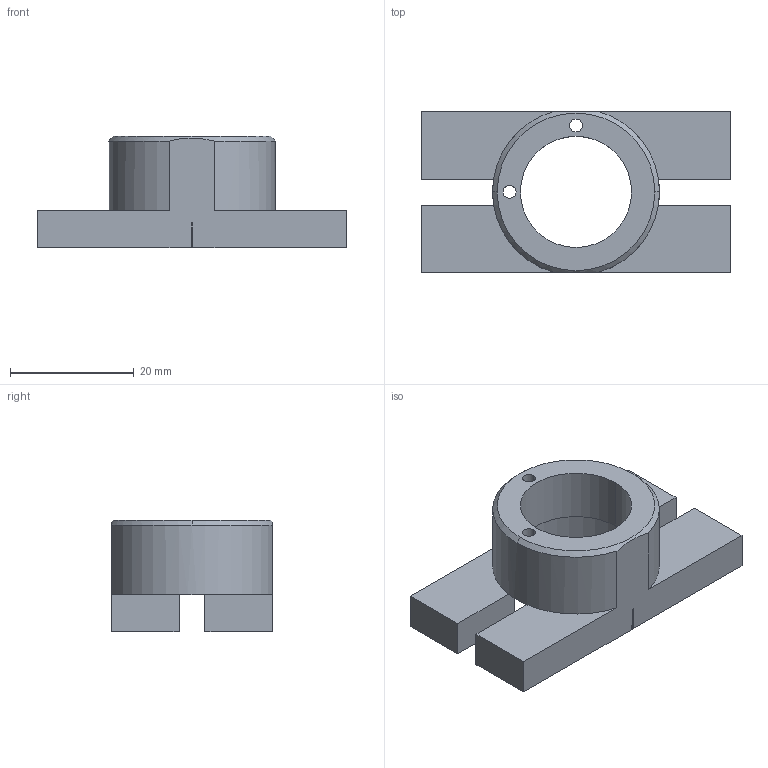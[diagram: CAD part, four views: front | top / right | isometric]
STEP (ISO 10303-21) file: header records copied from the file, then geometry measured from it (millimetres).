
FILE_DESCRIPTION (( 'STEP AP214' ), '1' );
FILE_NAME ('SH-020-001-100_00.STEP', '2024-11-26T15:58:38', ( '' ), ( '' ), 'SwSTEP 2.0', 'SolidWorks 2022', '' );
FILE_SCHEMA (( 'AUTOMOTIVE_DESIGN' ));
Length unit declared in the file: millimetre
Products named in the file (1): SH-020-001-100_00
Bounding box: 50 x 26 x 18 mm (x, y, z)
Volume: 7366.5 mm3; surface area: 5303.9 mm2
Topology: 1 solids, 1 shells, 37 faces, 100 edges, 65 vertices
Faces by surface type: plane 24, cylinder 11, cone 2
Entity records: 1238 total; most frequent: CARTESIAN_POINT 221, DIRECTION 207, ORIENTED_EDGE 200, EDGE_CURVE 100, AXIS2_PLACEMENT_3D 71, LINE 65, VECTOR 65, VERTEX_POINT 65
